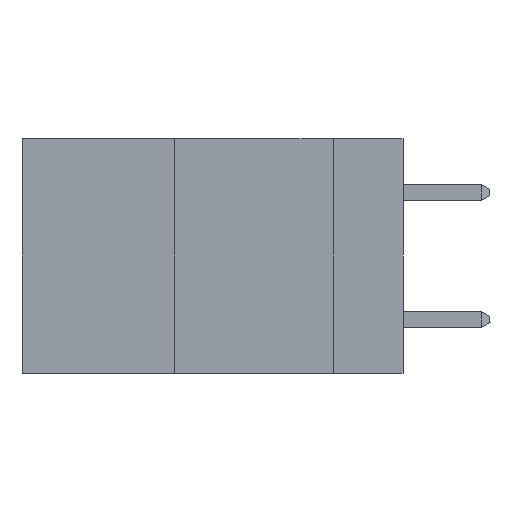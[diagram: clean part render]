
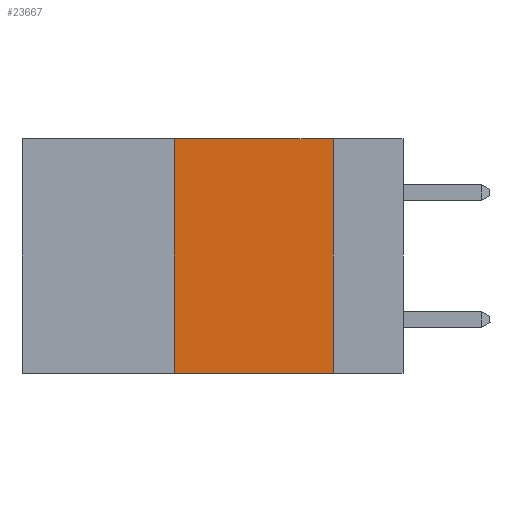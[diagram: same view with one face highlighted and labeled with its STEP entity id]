
A CAD part, left-side view. The second image highlights one B-rep face of the part: STEP entity #23667.
In plain terms, the highlighted planar face has unit normal (-1, 0, 0).
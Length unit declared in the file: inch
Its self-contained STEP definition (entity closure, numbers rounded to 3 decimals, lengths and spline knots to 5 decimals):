
#314 = DIRECTION ( 'NONE',  ( 1., 0., 0. ) ) ;
#1517 = EDGE_CURVE ( 'NONE', #2849, #10335, #33008, .T. ) ;
#2057 = CARTESIAN_POINT ( 'NONE',  ( 0., 0.11, -0.37 ) ) ;
#2519 = EDGE_CURVE ( 'NONE', #10335, #24537, #23630, .T. ) ;
#2579 = DIRECTION ( 'NONE',  ( 0., 0., -1. ) ) ;
#2849 = VERTEX_POINT ( 'NONE', #9251 ) ;
#2887 = AXIS2_PLACEMENT_3D ( 'NONE', #31160, #314, #2579 ) ;
#3343 = ORIENTED_EDGE ( 'NONE', *, *, #1517, .F. ) ;
#3688 = CARTESIAN_POINT ( 'NONE',  ( 0., 0.36, 0. ) ) ;
#5913 = CARTESIAN_POINT ( 'NONE',  ( 0., 0.11, 0. ) ) ;
#6942 = ORIENTED_EDGE ( 'NONE', *, *, #2519, .F. ) ;
#8166 = VECTOR ( 'NONE', #27189, 39.37008 ) ;
#9251 = CARTESIAN_POINT ( 'NONE',  ( 0., 0.36, -0.37 ) ) ;
#10335 = VERTEX_POINT ( 'NONE', #21899 ) ;
#11751 = ORIENTED_EDGE ( 'NONE', *, *, #28503, .T. ) ;
#12913 = FACE_OUTER_BOUND ( 'NONE', #31002, .T. ) ;
#15528 = DIRECTION ( 'NONE',  ( 0., -1., 0. ) ) ;
#18590 = VERTEX_POINT ( 'NONE', #2057 ) ;
#21899 = CARTESIAN_POINT ( 'NONE',  ( 0., 0.36, 0. ) ) ;
#22226 = CARTESIAN_POINT ( 'NONE',  ( 0., 0.11, 0. ) ) ;
#22354 = DIRECTION ( 'NONE',  ( 0., 0., -1. ) ) ;
#22689 = LINE ( 'NONE', #22226, #31176 ) ;
#22845 = DIRECTION ( 'NONE',  ( 0., -1., 0. ) ) ;
#23290 = CARTESIAN_POINT ( 'NONE',  ( 0., 0.6, 0. ) ) ;
#23630 = LINE ( 'NONE', #23290, #27275 ) ;
#23667 = ADVANCED_FACE ( 'NONE', ( #12913 ), #23813, .F. ) ;
#23740 = VECTOR ( 'NONE', #22845, 39.37008 ) ;
#23813 = PLANE ( 'NONE',  #2887 ) ;
#24537 = VERTEX_POINT ( 'NONE', #5913 ) ;
#25458 = CARTESIAN_POINT ( 'NONE',  ( 0., 0.6, -0.37 ) ) ;
#27189 = DIRECTION ( 'NONE',  ( 0., 0., 1. ) ) ;
#27275 = VECTOR ( 'NONE', #15528, 39.37008 ) ;
#28503 = EDGE_CURVE ( 'NONE', #2849, #18590, #30625, .T. ) ;
#30625 = LINE ( 'NONE', #25458, #23740 ) ;
#31002 = EDGE_LOOP ( 'NONE', ( #31579, #6942, #3343, #11751 ) ) ;
#31160 = CARTESIAN_POINT ( 'NONE',  ( 0., 0.6, 0. ) ) ;
#31176 = VECTOR ( 'NONE', #22354, 39.37008 ) ;
#31579 = ORIENTED_EDGE ( 'NONE', *, *, #33062, .F. ) ;
#33008 = LINE ( 'NONE', #3688, #8166 ) ;
#33062 = EDGE_CURVE ( 'NONE', #24537, #18590, #22689, .T. ) ;
